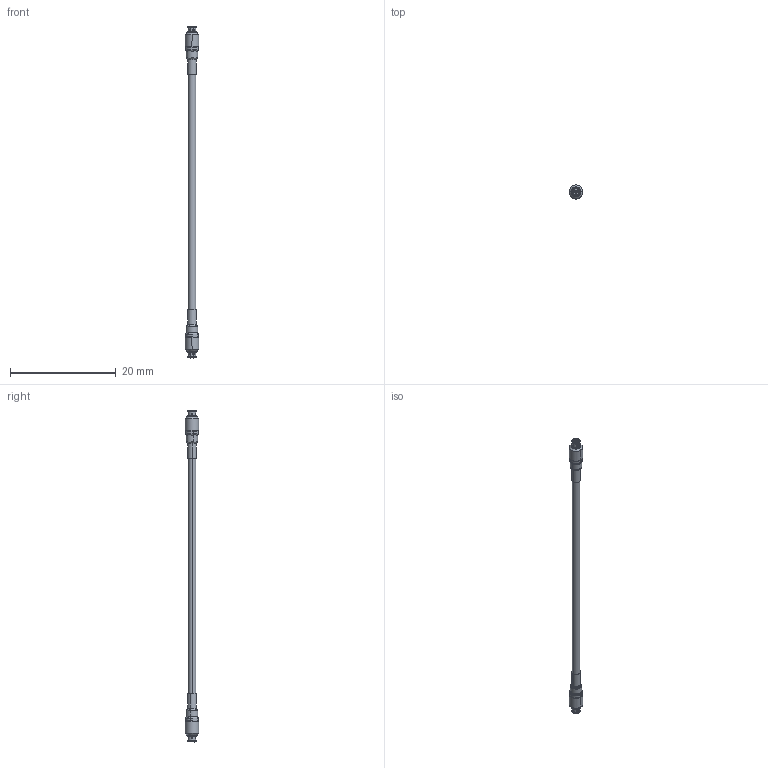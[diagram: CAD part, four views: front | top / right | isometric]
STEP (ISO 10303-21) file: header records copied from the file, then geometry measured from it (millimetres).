
FILE_DESCRIPTION (( 'STEP AP214' ), '1' );
FILE_NAME ('FMCA9950_3D.step', '2023-09-25T22:12:57', ( '' ), ( '' ), 'SwSTEP 2.0', 'SolidWorks 2022', '' );
FILE_SCHEMA (( 'AUTOMOTIVE_DESIGN' ));
Length unit declared in the file: inch
Products named in the file (4): FMCA9950_3D; Copy of PE-P047 Cable New^FMCA9950; Copy of PE45893^FMCA9950; Copy of 047_HeatShrink^FMCA9950
Assembly tree (5 placements, depth 2):
  FMCA9950_3D
    Copy of PE-P047 Cable New^FMCA9950
    Copy of PE45893^FMCA9950  x2
    Copy of 047_HeatShrink^FMCA9950  x2
Bounding box: 2.56 x 2.56 x 62.88 mm (x, y, z)
Volume: 149.8 mm3; surface area: 432 mm2
Topology: 5 solids, 5 shells, 256 faces, 650 edges, 414 vertices
Faces by surface type: plane 102, cylinder 68, torus 44, cone 42
Entity records: 4396 total; most frequent: CARTESIAN_POINT 1021, DIRECTION 708, ORIENTED_EDGE 652, EDGE_CURVE 326, AXIS2_PLACEMENT_3D 288, VERTEX_POINT 209, CIRCLE 150, EDGE_LOOP 137
